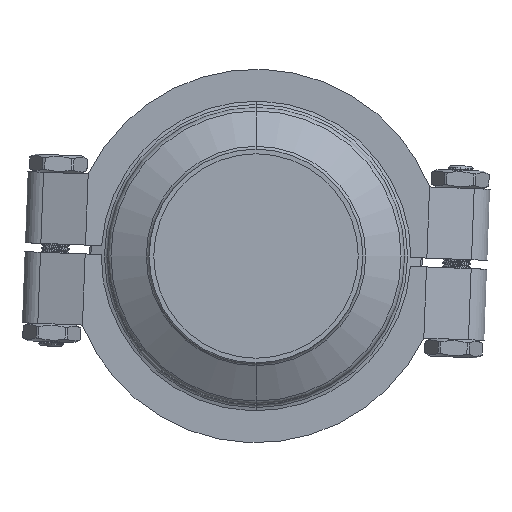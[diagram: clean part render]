
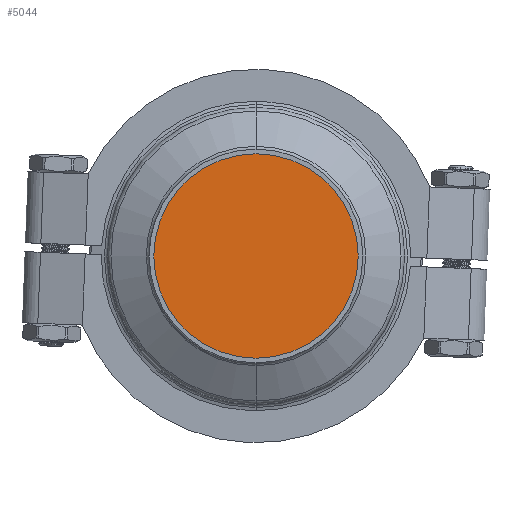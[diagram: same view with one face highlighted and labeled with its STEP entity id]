
A CAD part, front view. The second image highlights one B-rep face of the part: STEP entity #5044.
In plain terms, the highlighted planar face has unit normal (0, -1, 0).
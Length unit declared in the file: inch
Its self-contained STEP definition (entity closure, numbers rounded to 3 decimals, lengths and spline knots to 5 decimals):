
#18 = AXIS2_PLACEMENT_3D ( 'NONE', #3948, #430, #8596 ) ;
#132 = ORIENTED_EDGE ( 'NONE', *, *, #7990, .T. ) ;
#286 = EDGE_LOOP ( 'NONE', ( #132, #3943 ) ) ;
#346 = DIRECTION ( 'NONE',  ( 0., -1., 0. ) ) ;
#368 = CIRCLE ( 'NONE', #1768, 1.43505 ) ;
#430 = DIRECTION ( 'NONE',  ( 0., -1., 0. ) ) ;
#1249 = CARTESIAN_POINT ( 'NONE',  ( 0., 1.91702, 1.43505 ) ) ;
#1768 = AXIS2_PLACEMENT_3D ( 'NONE', #5830, #346, #7894 ) ;
#1782 = VERTEX_POINT ( 'NONE', #8169 ) ;
#1938 = PLANE ( 'NONE',  #18 ) ;
#2663 = VERTEX_POINT ( 'NONE', #1249 ) ;
#2676 = DIRECTION ( 'NONE',  ( 0., 0., -1. ) ) ;
#3396 = DIRECTION ( 'NONE',  ( 0., -1., 0. ) ) ;
#3477 = CIRCLE ( 'NONE', #8027, 1.43505 ) ;
#3943 = ORIENTED_EDGE ( 'NONE', *, *, #8064, .T. ) ;
#3948 = CARTESIAN_POINT ( 'NONE',  ( 0., 1.91702, 0. ) ) ;
#5044 = ADVANCED_FACE ( 'NONE', ( #6402 ), #1938, .T. ) ;
#5830 = CARTESIAN_POINT ( 'NONE',  ( 0., 1.91702, 0. ) ) ;
#6108 = CARTESIAN_POINT ( 'NONE',  ( 0., 1.91702, 0. ) ) ;
#6402 = FACE_OUTER_BOUND ( 'NONE', #286, .T. ) ;
#7894 = DIRECTION ( 'NONE',  ( 0., 0., -1. ) ) ;
#7990 = EDGE_CURVE ( 'NONE', #1782, #2663, #3477, .T. ) ;
#8027 = AXIS2_PLACEMENT_3D ( 'NONE', #6108, #3396, #2676 ) ;
#8064 = EDGE_CURVE ( 'NONE', #2663, #1782, #368, .T. ) ;
#8169 = CARTESIAN_POINT ( 'NONE',  ( 0., 1.91702, -1.43505 ) ) ;
#8596 = DIRECTION ( 'NONE',  ( 0., 0., -1. ) ) ;
